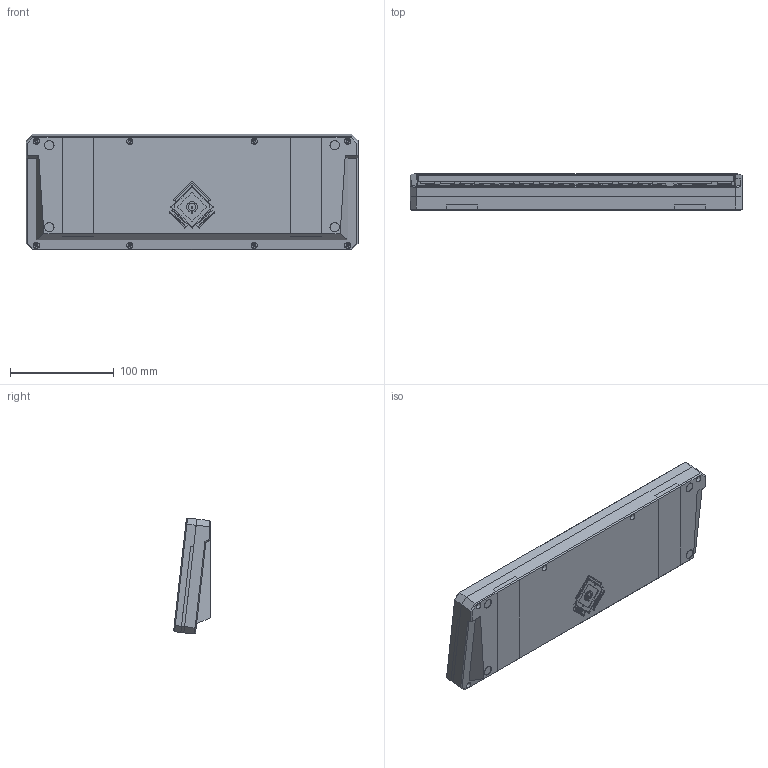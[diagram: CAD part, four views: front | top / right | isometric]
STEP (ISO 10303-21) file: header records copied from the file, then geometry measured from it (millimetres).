
FILE_DESCRIPTION(/* description */ (''),/* implementation_level */ '2;1');
FILE_NAME(/* name */ 'Prototype.step',/* time_stamp */ '2020-06-04T06:54:01-07:00',/* author */ (''),/* organization */ (''),/* preprocessor_version */ 'ST-DEVELOPER v18.1',/* originating_system */ 'Autodesk Translation Framework v9.3.0.1241',/* authorisation */ '');
FILE_SCHEMA (('AUTOMOTIVE_DESIGN { 1 0 10303 214 3 1 1 }'));
Length unit declared in the file: millimetre
Products named in the file (1): EV65 6.5 Degree
Bounding box: 319.77 x 35.32 x 111.69 mm (x, y, z)
Volume: 501505 mm3; surface area: 198593.3 mm2
Topology: 7 solids, 7 shells, 1270 faces, 3517 edges, 2332 vertices
Faces by surface type: plane 666, cylinder 592, cone 12
Full cylindrical faces by diameter (mm): 1.623 x12, 2 x12, 2.529 x14, 3 x18, 4 x2, 6 x14, 9 x4
Entity records: 41318 total; most frequent: DIRECTION 7255, CARTESIAN_POINT 7120, ORIENTED_EDGE 7034, EDGE_CURVE 3517, AXIS2_PLACEMENT_3D 2467, VERTEX_POINT 2332, LINE 2321, VECTOR 2321
